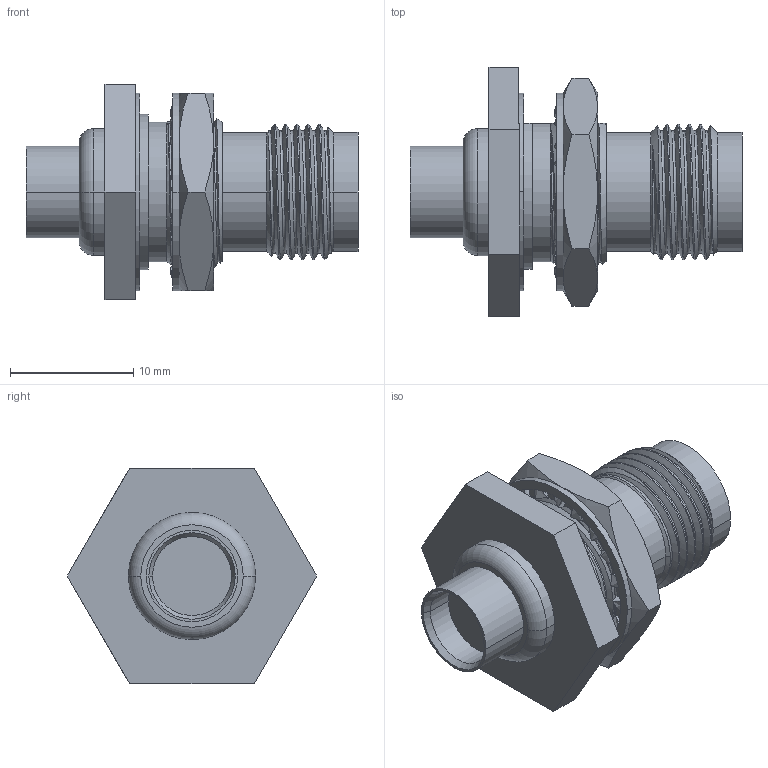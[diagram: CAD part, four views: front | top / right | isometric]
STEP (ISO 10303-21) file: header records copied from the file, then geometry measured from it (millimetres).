
FILE_DESCRIPTION((''),'2;1');
FILE_NAME('122489','2019-03-27T',('Viji'),(''),'CREO PARAMETRIC BY PTC INC, 2017020','CREO PARAMETRIC BY PTC INC, 2017020','');
FILE_SCHEMA(('CONFIG_CONTROL_DESIGN'));
Length unit declared in the file: inch
Products named in the file (1): 122489
Bounding box: 26.9 x 20.21 x 17.5 mm (x, y, z)
Volume: 2481 mm3; surface area: 2610.6 mm2
Topology: 1 solids, 1 shells, 279 faces, 765 edges, 491 vertices
Faces by surface type: bspline 112, cylinder 81, plane 49, cone 35, torus 2
Entity records: 17576 total; most frequent: CARTESIAN_POINT 11271, ORIENTED_EDGE 1526, DIRECTION 958, EDGE_CURVE 763, VERTEX_POINT 491, AXIS2_PLACEMENT_3D 344, B_SPLINE_CURVE_WITH_KNOTS 316, EDGE_LOOP 292
